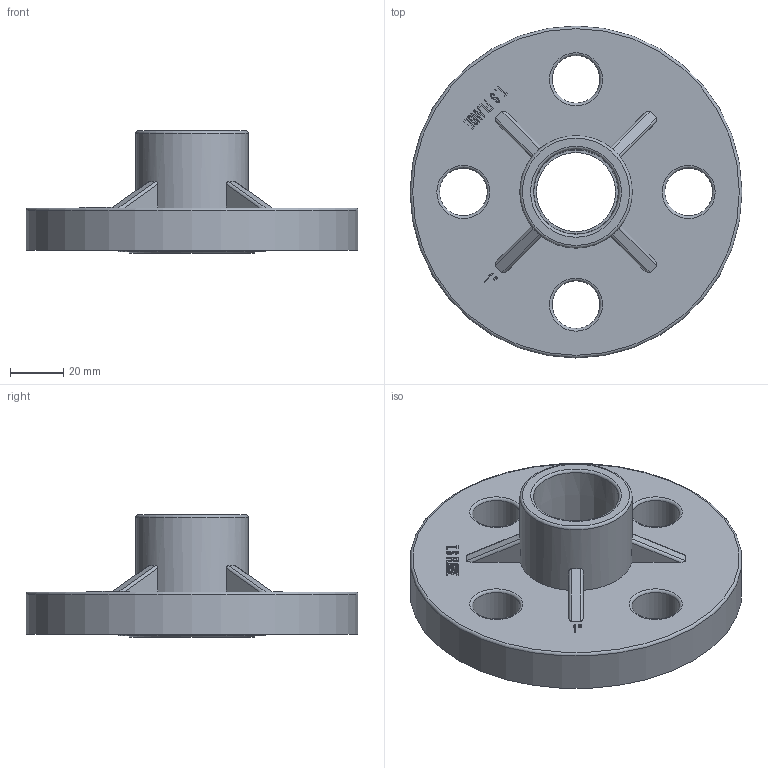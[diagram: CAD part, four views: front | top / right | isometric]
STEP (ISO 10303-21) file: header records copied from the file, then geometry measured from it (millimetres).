
FILE_DESCRIPTION(/* description */ (''),/* implementation_level */ '2;1');
FILE_NAME(/* name */ '32固定法兰.stp',/* time_stamp */ '2024-09-07T16:35:28+08:00',/* author */ (''),/* organization */ (''),/* preprocessor_version */ 'ST-DEVELOPER v16',/* originating_system */ 'SIEMENS PLM Software NX 10.0',/* authorisation */ '');
FILE_SCHEMA (('AUTOMOTIVE_DESIGN { 1 0 10303 214 3 1 1 1 }'));
Length unit declared in the file: millimetre
Products named in the file (1): gelv12A01B86f2au
Bounding box: 125.2 x 125.2 x 46.1 mm (x, y, z)
Volume: 135881.5 mm3; surface area: 49399.1 mm2
Topology: 1 solids, 1 shells, 241 faces, 646 edges, 426 vertices
Faces by surface type: plane 147, cylinder 55, extrusion 24, torus 8, cone 7
Full cylindrical faces by diameter (mm): 18 x4, 29.8 x1, 42.4 x1, 125.2 x1
Entity records: 8122 total; most frequent: CARTESIAN_POINT 2522, ORIENTED_EDGE 1236, DIRECTION 966, EDGE_CURVE 618, VERTEX_POINT 420, AXIS2_PLACEMENT_3D 350, EDGE_LOOP 292, B_SPLINE_CURVE_WITH_KNOTS 268
